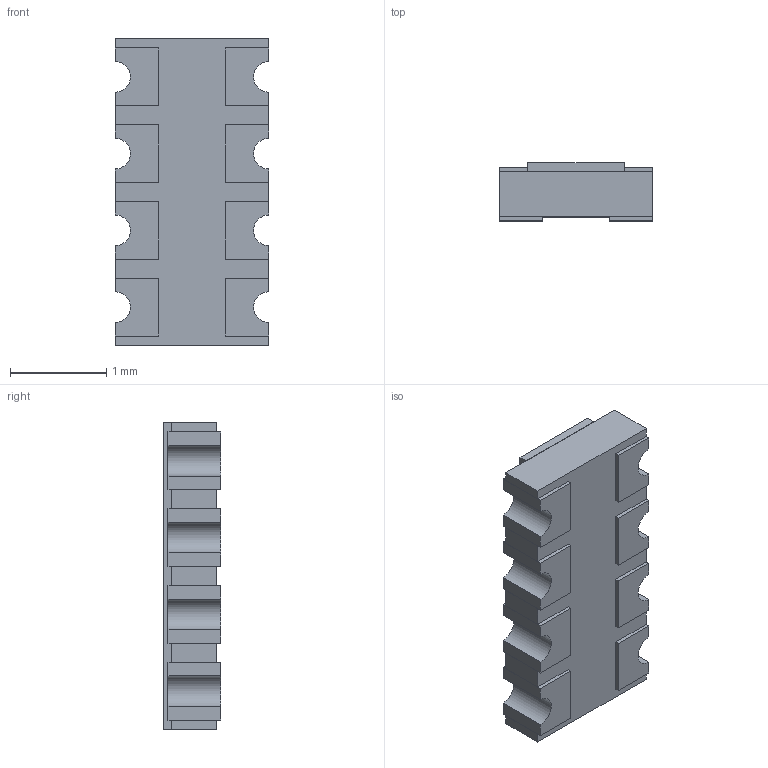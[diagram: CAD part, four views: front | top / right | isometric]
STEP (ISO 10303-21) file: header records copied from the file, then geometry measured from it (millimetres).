
FILE_DESCRIPTION (( 'STEP AP214' ), '1' );
FILE_NAME ('EXB-V8V103JV.STEP', '2022-07-08T07:30:43', ( '' ), ( '' ), 'SwSTEP 2.0', 'SolidWorks 2014', '' );
FILE_SCHEMA (( 'AUTOMOTIVE_DESIGN' ));
Length unit declared in the file: millimetre
Products named in the file (1): EXB-V8V103JV
Bounding box: 1.6 x 0.6 x 3.2 mm (x, y, z)
Volume: 2.7 mm3; surface area: 33.8 mm2
Topology: 10 solids, 10 shells, 124 faces, 312 edges, 208 vertices
Faces by surface type: plane 116, cylinder 8
Entity records: 5131 total; most frequent: CARTESIAN_POINT 645, ORIENTED_EDGE 624, DIRECTION 578, EDGE_CURVE 312, VECTOR 296, LINE 296, VERTEX_POINT 208, AXIS2_PLACEMENT_3D 141
